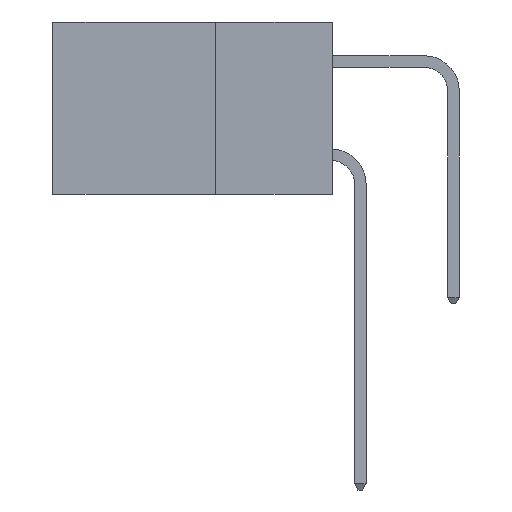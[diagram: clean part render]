
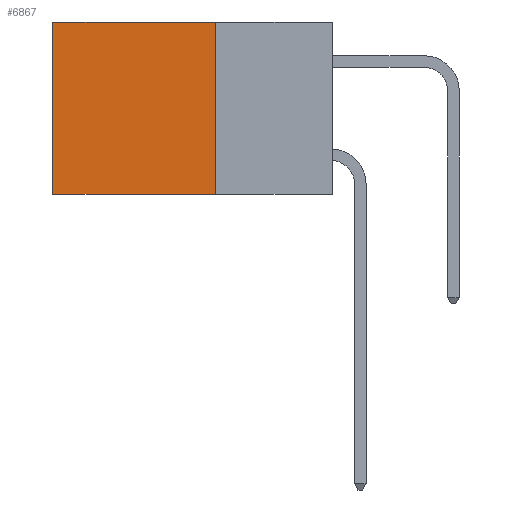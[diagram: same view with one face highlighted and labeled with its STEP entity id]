
A CAD part, left-side view. The second image highlights one B-rep face of the part: STEP entity #6867.
In plain terms, the highlighted planar face has unit normal (-1, 0, 0).
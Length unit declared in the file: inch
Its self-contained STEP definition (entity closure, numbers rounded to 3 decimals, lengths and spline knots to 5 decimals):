
#32 = PLANE ( 'NONE',  #540 ) ;
#540 = AXIS2_PLACEMENT_3D ( 'NONE', #1898, #12125, #8075 ) ;
#693 = ORIENTED_EDGE ( 'NONE', *, *, #10432, .T. ) ;
#1368 = DIRECTION ( 'NONE',  ( 0., 1., 0. ) ) ;
#1448 = CARTESIAN_POINT ( 'NONE',  ( 0.2615, 0.6, 0. ) ) ;
#1898 = CARTESIAN_POINT ( 'NONE',  ( 0.2615, 0.25, -0.37 ) ) ;
#1907 = VERTEX_POINT ( 'NONE', #7796 ) ;
#1949 = CARTESIAN_POINT ( 'NONE',  ( 0.2615, 0.6, -0.37 ) ) ;
#2055 = VECTOR ( 'NONE', #1368, 39.37008 ) ;
#2390 = VECTOR ( 'NONE', #5059, 39.37008 ) ;
#2517 = LINE ( 'NONE', #12553, #2055 ) ;
#2597 = EDGE_CURVE ( 'NONE', #1907, #10322, #2517, .T. ) ;
#2704 = DIRECTION ( 'NONE',  ( 0., 0., -1. ) ) ;
#2899 = FACE_OUTER_BOUND ( 'NONE', #8606, .T. ) ;
#3070 = ORIENTED_EDGE ( 'NONE', *, *, #8858, .F. ) ;
#3695 = VERTEX_POINT ( 'NONE', #1949 ) ;
#3785 = ORIENTED_EDGE ( 'NONE', *, *, #2597, .T. ) ;
#5059 = DIRECTION ( 'NONE',  ( 0., 1., 0. ) ) ;
#5572 = VERTEX_POINT ( 'NONE', #8572 ) ;
#5581 = EDGE_CURVE ( 'NONE', #1907, #5572, #10989, .T. ) ;
#6867 = ADVANCED_FACE ( 'NONE', ( #2899 ), #32, .F. ) ;
#7676 = DIRECTION ( 'NONE',  ( 0., 0., -1. ) ) ;
#7746 = CARTESIAN_POINT ( 'NONE',  ( 0.2615, 0.6, -0.37 ) ) ;
#7796 = CARTESIAN_POINT ( 'NONE',  ( 0.2615, 0.25, 0. ) ) ;
#7900 = CARTESIAN_POINT ( 'NONE',  ( 0.2615, 0.25, -0.37 ) ) ;
#8075 = DIRECTION ( 'NONE',  ( 0., 0., -1. ) ) ;
#8572 = CARTESIAN_POINT ( 'NONE',  ( 0.2615, 0.25, -0.37 ) ) ;
#8606 = EDGE_LOOP ( 'NONE', ( #693, #3070, #10937, #3785 ) ) ;
#8662 = CARTESIAN_POINT ( 'NONE',  ( 0.2615, 0.25, -0.37 ) ) ;
#8858 = EDGE_CURVE ( 'NONE', #5572, #3695, #9192, .T. ) ;
#9192 = LINE ( 'NONE', #7900, #2390 ) ;
#10322 = VERTEX_POINT ( 'NONE', #1448 ) ;
#10416 = VECTOR ( 'NONE', #2704, 39.37008 ) ;
#10432 = EDGE_CURVE ( 'NONE', #10322, #3695, #11509, .T. ) ;
#10937 = ORIENTED_EDGE ( 'NONE', *, *, #5581, .F. ) ;
#10989 = LINE ( 'NONE', #8662, #11772 ) ;
#11509 = LINE ( 'NONE', #7746, #10416 ) ;
#11772 = VECTOR ( 'NONE', #7676, 39.37008 ) ;
#12125 = DIRECTION ( 'NONE',  ( 1., 0., 0. ) ) ;
#12553 = CARTESIAN_POINT ( 'NONE',  ( 0.2615, 0.25, 0. ) ) ;
